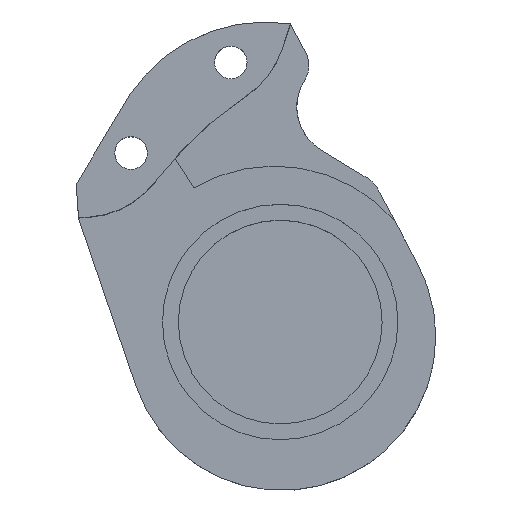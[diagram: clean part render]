
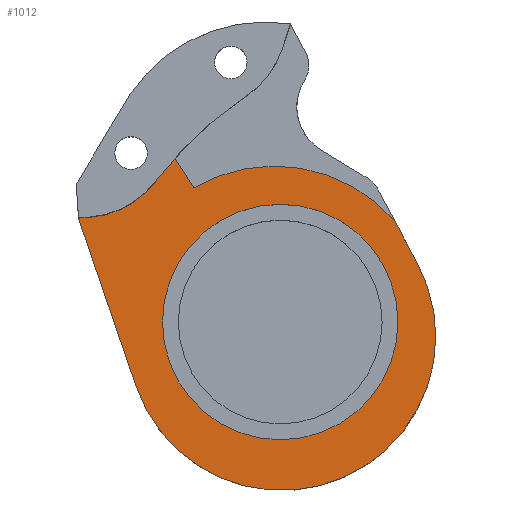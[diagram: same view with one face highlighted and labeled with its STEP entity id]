
A CAD part, top view. The second image highlights one B-rep face of the part: STEP entity #1012.
In plain terms, the highlighted planar face has unit normal (0, 0, 1).
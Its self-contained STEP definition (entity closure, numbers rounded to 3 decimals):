
#2 = CARTESIAN_POINT ( 'NONE',  ( -10.683, -18.532, -40. ) ) ;
#15 = DIRECTION ( 'NONE',  ( 0., 0., 1. ) ) ;
#29 = CARTESIAN_POINT ( 'NONE',  ( -20.819, -15.098, -40. ) ) ;
#34 = DIRECTION ( 'NONE',  ( 1., 0., 0. ) ) ;
#41 = LINE ( 'NONE', #1329, #416 ) ;
#49 = CARTESIAN_POINT ( 'NONE',  ( -12.874, -21.17, -40. ) ) ;
#61 = CARTESIAN_POINT ( 'NONE',  ( -10.683, -18.532, -40. ) ) ;
#104 = AXIS2_PLACEMENT_3D ( 'NONE', #136, #1560, #663 ) ;
#121 = CARTESIAN_POINT ( 'NONE',  ( 13.637, -25.564, -40. ) ) ;
#136 = CARTESIAN_POINT ( 'NONE',  ( 1.105, -38.217, -40. ) ) ;
#139 = AXIS2_PLACEMENT_3D ( 'NONE', #1295, #1680, #1585 ) ;
#160 = CARTESIAN_POINT ( 'NONE',  ( 2.063, -3.746, -40. ) ) ;
#168 = DIRECTION ( 'NONE',  ( -1., 0., 0. ) ) ;
#173 = DIRECTION ( 'NONE',  ( -1., 0., 0. ) ) ;
#223 = CIRCLE ( 'NONE', #315, 17. ) ;
#226 = AXIS2_PLACEMENT_3D ( 'NONE', #1536, #1254, #361 ) ;
#230 = VERTEX_POINT ( 'NONE', #401 ) ;
#236 = CARTESIAN_POINT ( 'NONE',  ( 18.105, -38.217, -40. ) ) ;
#242 = DIRECTION ( 'NONE',  ( -1., 0., 0. ) ) ;
#279 = CARTESIAN_POINT ( 'NONE',  ( 0.285, -36.969, -40. ) ) ;
#284 = ORIENTED_EDGE ( 'NONE', *, *, #546, .T. ) ;
#298 = EDGE_CURVE ( 'NONE', #1114, #1384, #622, .T. ) ;
#304 = VERTEX_POINT ( 'NONE', #318 ) ;
#313 = VERTEX_POINT ( 'NONE', #1222 ) ;
#315 = AXIS2_PLACEMENT_3D ( 'NONE', #628, #1017, #1123 ) ;
#318 = CARTESIAN_POINT ( 'NONE',  ( -20.141, -25.075, -40. ) ) ;
#323 = AXIS2_PLACEMENT_3D ( 'NONE', #1344, #958, #173 ) ;
#326 = AXIS2_PLACEMENT_3D ( 'NONE', #279, #15, #34 ) ;
#337 = LINE ( 'NONE', #61, #1011 ) ;
#361 = DIRECTION ( 'NONE',  ( -1., 0., 0. ) ) ;
#391 = EDGE_CURVE ( 'NONE', #1203, #1453, #1345, .T. ) ;
#401 = CARTESIAN_POINT ( 'NONE',  ( -21.338, -25.156, -40. ) ) ;
#416 = VECTOR ( 'NONE', #539, 1000. ) ;
#461 = VERTEX_POINT ( 'NONE', #236 ) ;
#531 = VERTEX_POINT ( 'NONE', #2 ) ;
#539 = DIRECTION ( 'NONE',  ( 0.324, -0.946, 0. ) ) ;
#546 = EDGE_CURVE ( 'NONE', #1453, #1203, #750, .T. ) ;
#622 = CIRCLE ( 'NONE', #326, 17.56 ) ;
#623 = AXIS2_PLACEMENT_3D ( 'NONE', #1263, #1534, #242 ) ;
#628 = CARTESIAN_POINT ( 'NONE',  ( 1.105, -38.217, -40. ) ) ;
#646 = EDGE_CURVE ( 'NONE', #1384, #531, #337, .T. ) ;
#652 = CIRCLE ( 'NONE', #945, 10. ) ;
#663 = DIRECTION ( 'NONE',  ( -1., 0., 0. ) ) ;
#690 = DIRECTION ( 'NONE',  ( -0.469, 0.883, 0. ) ) ;
#693 = CARTESIAN_POINT ( 'NONE',  ( -15.329, -24.748, -40. ) ) ;
#702 = ORIENTED_EDGE ( 'NONE', *, *, #391, .T. ) ;
#709 = CARTESIAN_POINT ( 'NONE',  ( -12.069, -36.626, -40. ) ) ;
#711 = CARTESIAN_POINT ( 'NONE',  ( -14.977, -43.726, -40. ) ) ;
#730 = FACE_BOUND ( 'NONE', #1000, .T. ) ;
#741 = VECTOR ( 'NONE', #690, 1000. ) ;
#750 = CIRCLE ( 'NONE', #139, 13. ) ;
#754 = ORIENTED_EDGE ( 'NONE', *, *, #298, .T. ) ;
#811 = EDGE_CURVE ( 'NONE', #531, #1323, #1396, .T. ) ;
#825 = EDGE_CURVE ( 'NONE', #1016, #461, #223, .T. ) ;
#832 = FACE_OUTER_BOUND ( 'NONE', #1632, .T. ) ;
#840 = LINE ( 'NONE', #693, #1285 ) ;
#852 = DIRECTION ( 'NONE',  ( -0.533, 0.846, 0. ) ) ;
#887 = EDGE_CURVE ( 'NONE', #461, #313, #928, .T. ) ;
#889 = ORIENTED_EDGE ( 'NONE', *, *, #811, .T. ) ;
#906 = CARTESIAN_POINT ( 'NONE',  ( 13.931, -36.626, -40. ) ) ;
#908 = ORIENTED_EDGE ( 'NONE', *, *, #825, .T. ) ;
#928 = CIRCLE ( 'NONE', #104, 17. ) ;
#945 = AXIS2_PLACEMENT_3D ( 'NONE', #29, #947, #168 ) ;
#947 = DIRECTION ( 'NONE',  ( 0., 0., 1. ) ) ;
#958 = DIRECTION ( 'NONE',  ( 0., 0., 1. ) ) ;
#969 = EDGE_CURVE ( 'NONE', #304, #230, #840, .T. ) ;
#1000 = EDGE_LOOP ( 'NONE', ( #702, #284 ) ) ;
#1011 = VECTOR ( 'NONE', #852, 1000. ) ;
#1012 = ADVANCED_FACE ( 'NONE', ( #730, #832 ), #1618, .T. ) ;
#1016 = VERTEX_POINT ( 'NONE', #711 ) ;
#1017 = DIRECTION ( 'NONE',  ( 0., 0., 1. ) ) ;
#1044 = ORIENTED_EDGE ( 'NONE', *, *, #646, .T. ) ;
#1114 = VERTEX_POINT ( 'NONE', #121 ) ;
#1123 = DIRECTION ( 'NONE',  ( -1., 0., 0. ) ) ;
#1126 = CARTESIAN_POINT ( 'NONE',  ( -8.61, -21.828, -40. ) ) ;
#1193 = ORIENTED_EDGE ( 'NONE', *, *, #969, .T. ) ;
#1203 = VERTEX_POINT ( 'NONE', #709 ) ;
#1222 = CARTESIAN_POINT ( 'NONE',  ( 16.123, -30.251, -40. ) ) ;
#1224 = DIRECTION ( 'NONE',  ( -0.998, -0.068, 0. ) ) ;
#1237 = EDGE_CURVE ( 'NONE', #304, #1323, #652, .T. ) ;
#1254 = DIRECTION ( 'NONE',  ( 0., 0., 1. ) ) ;
#1263 = CARTESIAN_POINT ( 'NONE',  ( 0.931, -36.626, -40. ) ) ;
#1277 = EDGE_CURVE ( 'NONE', #313, #1114, #1313, .T. ) ;
#1285 = VECTOR ( 'NONE', #1224, 1000. ) ;
#1295 = CARTESIAN_POINT ( 'NONE',  ( 0.931, -36.626, -40. ) ) ;
#1312 = ORIENTED_EDGE ( 'NONE', *, *, #1277, .T. ) ;
#1313 = LINE ( 'NONE', #160, #741 ) ;
#1323 = VERTEX_POINT ( 'NONE', #49 ) ;
#1329 = CARTESIAN_POINT ( 'NONE',  ( -21.338, -25.156, -40. ) ) ;
#1344 = CARTESIAN_POINT ( 'NONE',  ( 1.105, -38.217, -40. ) ) ;
#1345 = CIRCLE ( 'NONE', #623, 13. ) ;
#1384 = VERTEX_POINT ( 'NONE', #1126 ) ;
#1396 = CIRCLE ( 'NONE', #226, 42.51 ) ;
#1453 = VERTEX_POINT ( 'NONE', #906 ) ;
#1505 = ORIENTED_EDGE ( 'NONE', *, *, #887, .T. ) ;
#1534 = DIRECTION ( 'NONE',  ( 0., 0., -1. ) ) ;
#1536 = CARTESIAN_POINT ( 'NONE',  ( 20.902, -46.984, -40. ) ) ;
#1560 = DIRECTION ( 'NONE',  ( 0., 0., 1. ) ) ;
#1571 = ORIENTED_EDGE ( 'NONE', *, *, #1237, .F. ) ;
#1585 = DIRECTION ( 'NONE',  ( -1., 0., 0. ) ) ;
#1590 = EDGE_CURVE ( 'NONE', #230, #1016, #41, .T. ) ;
#1591 = ORIENTED_EDGE ( 'NONE', *, *, #1590, .T. ) ;
#1618 = PLANE ( 'NONE',  #323 ) ;
#1632 = EDGE_LOOP ( 'NONE', ( #1044, #889, #1571, #1193, #1591, #908, #1505, #1312, #754 ) ) ;
#1680 = DIRECTION ( 'NONE',  ( 0., 0., -1. ) ) ;
